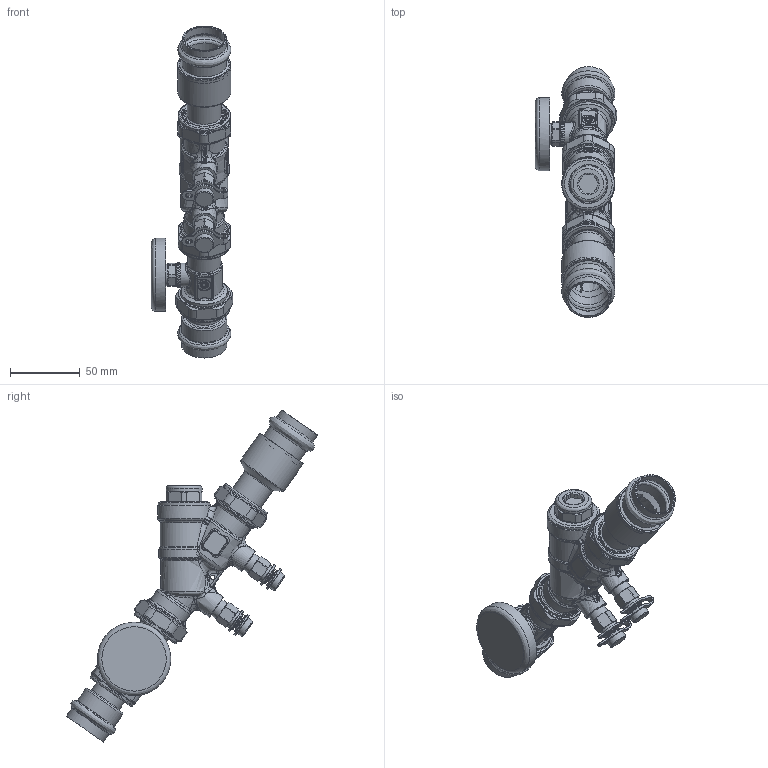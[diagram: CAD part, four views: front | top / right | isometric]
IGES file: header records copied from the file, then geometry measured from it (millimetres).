
Global section: file name: 128467AFC_Simplify_1; native system: Autodesk Inventor 2025; preprocessor: unknown; author: ischreiner; date: 20250721.101715; units: inch
Bounding box: 58.21 x 179.42 x 237.22 mm (x, y, z)
Volume: 255394.3 mm3; surface area: 75287.3 mm2
Topology: 9 solids, 9 shells, 1886 faces, 4637 edges, 2713 vertices
Faces by surface type: bspline 1886
